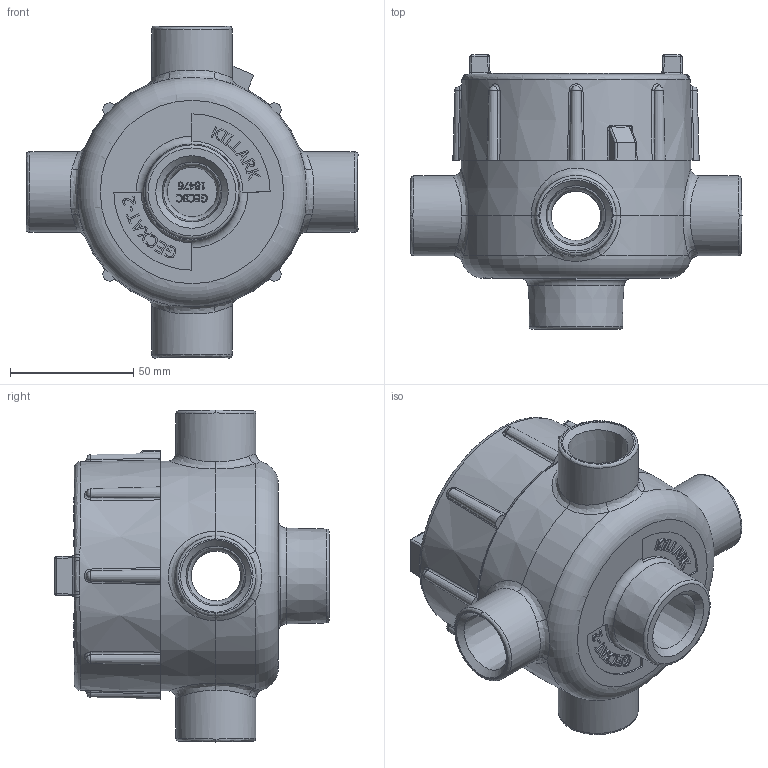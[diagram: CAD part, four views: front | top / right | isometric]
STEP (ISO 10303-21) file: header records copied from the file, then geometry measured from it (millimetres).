
FILE_DESCRIPTION(/* description */ (''),/* implementation_level */ '2;1');
FILE_NAME(/* name */ 'KIL_GECXAT-2.stp',/* time_stamp */ '2021-05-10T16:35:24+05:00',/* author */ ('kr'),/* organization */ (''),/* preprocessor_version */ 'ST-DEVELOPER v18',/* originating_system */ 'Autodesk Inventor 2020',/* authorisation */ '');
FILE_SCHEMA (('AUTOMOTIVE_DESIGN { 1 0 10303 214 3 1 1 }'));
Length unit declared in the file: inch
Products named in the file (3): GECXAT-2; 18476-1; 13977
Assembly tree (2 placements, depth 2):
  GECXAT-2
    18476-1
    13977
Bounding box: 134.94 x 111.51 x 134.94 mm (x, y, z)
Volume: 298460.9 mm3; surface area: 99789.7 mm2
Topology: 2 solids, 2 shells, 5033 faces, 13693 edges, 9087 vertices
Faces by surface type: plane 3045, bspline 1860, cylinder 68, cone 35, torus 17, sphere 8
Full cylindrical faces by diameter (mm): 0.886 x1, 1.057 x1, 3.683 x1, 7.763 x1, 9.525 x1, 20.117 x5, 32.544 x4, 77.724 x1, 80.962 x1
Entity records: 179469 total; most frequent: CARTESIAN_POINT 64776, ORIENTED_EDGE 27380, DIRECTION 16622, EDGE_CURVE 13690, LINE 9636, VECTOR 9636, VERTEX_POINT 9087, EDGE_LOOP 5469
